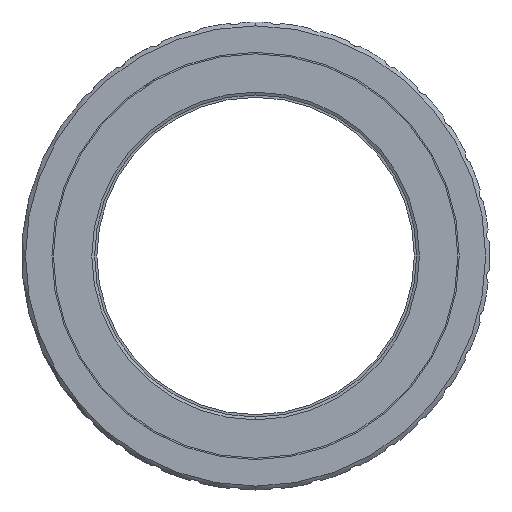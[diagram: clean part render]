
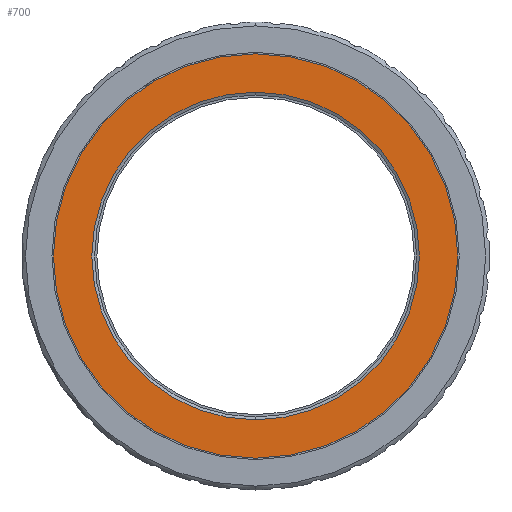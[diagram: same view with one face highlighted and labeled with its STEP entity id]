
A CAD part, front view. The second image highlights one B-rep face of the part: STEP entity #700.
In plain terms, the highlighted planar face has unit normal (0, -1, 0).
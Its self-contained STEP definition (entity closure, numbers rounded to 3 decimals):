
#121 = CIRCLE ( 'NONE', #134, 21. ) ;
#134 = AXIS2_PLACEMENT_3D ( 'NONE', #5732, #5733, #5734 ) ;
#196 = CIRCLE ( 'NONE', #652, 21. ) ;
#321 = AXIS2_PLACEMENT_3D ( 'NONE', #3591, #3604, #3605 ) ;
#652 = AXIS2_PLACEMENT_3D ( 'NONE', #5739, #5740, #5741 ) ;
#700 = ADVANCED_FACE ( 'NONE', ( #3600, #3601 ), #3602, .T. ) ;
#1039 = EDGE_LOOP ( 'NONE', ( #2657, #2658 ) ) ;
#1040 = EDGE_LOOP ( 'NONE', ( #2659, #2660 ) ) ;
#1417 = EDGE_CURVE ( 'NONE', #1894, #1893, #4153, .T. ) ;
#1420 = EDGE_CURVE ( 'NONE', #1895, #1897, #121, .T. ) ;
#1423 = EDGE_CURVE ( 'NONE', #1897, #1895, #196, .T. ) ;
#1424 = EDGE_CURVE ( 'NONE', #1893, #1894, #5850, .T. ) ;
#1893 = VERTEX_POINT ( 'NONE', #7172 ) ;
#1894 = VERTEX_POINT ( 'NONE', #7173 ) ;
#1895 = VERTEX_POINT ( 'NONE', #7174 ) ;
#1897 = VERTEX_POINT ( 'NONE', #7176 ) ;
#2657 = ORIENTED_EDGE ( 'NONE', *, *, #1417, .T. ) ;
#2658 = ORIENTED_EDGE ( 'NONE', *, *, #1424, .T. ) ;
#2659 = ORIENTED_EDGE ( 'NONE', *, *, #1423, .F. ) ;
#2660 = ORIENTED_EDGE ( 'NONE', *, *, #1420, .F. ) ;
#3591 = CARTESIAN_POINT ( 'NONE',  ( 21., -0.1, 0. ) ) ;
#3600 = FACE_OUTER_BOUND ( 'NONE', #1039, .T. ) ;
#3601 = FACE_BOUND ( 'NONE', #1040, .T. ) ;
#3602 = PLANE ( 'NONE',  #321 ) ;
#3604 = DIRECTION ( 'NONE',  ( 0., -1., 0. ) ) ;
#3605 = DIRECTION ( 'NONE',  ( 0., 0., -1. ) ) ;
#4153 = CIRCLE ( 'NONE', #7577, 25.92 ) ;
#5724 = CARTESIAN_POINT ( 'NONE',  ( 0., -0.1, 0. ) ) ;
#5725 = DIRECTION ( 'NONE',  ( 0., -1., 0. ) ) ;
#5726 = DIRECTION ( 'NONE',  ( 0., 0., -1. ) ) ;
#5732 = CARTESIAN_POINT ( 'NONE',  ( 0., -0.1, 0. ) ) ;
#5733 = DIRECTION ( 'NONE',  ( 0., -1., 0. ) ) ;
#5734 = DIRECTION ( 'NONE',  ( 0., 0., -1. ) ) ;
#5739 = CARTESIAN_POINT ( 'NONE',  ( 0., -0.1, 0. ) ) ;
#5740 = DIRECTION ( 'NONE',  ( 0., -1., 0. ) ) ;
#5741 = DIRECTION ( 'NONE',  ( 0., 0., -1. ) ) ;
#5742 = CARTESIAN_POINT ( 'NONE',  ( 0., -0.1, 0. ) ) ;
#5743 = DIRECTION ( 'NONE',  ( 0., -1., 0. ) ) ;
#5744 = DIRECTION ( 'NONE',  ( 0., 0., -1. ) ) ;
#5850 = CIRCLE ( 'NONE', #5851, 25.92 ) ;
#5851 = AXIS2_PLACEMENT_3D ( 'NONE', #5742, #5743, #5744 ) ;
#7172 = CARTESIAN_POINT ( 'NONE',  ( 0., -0.1, 25.92 ) ) ;
#7173 = CARTESIAN_POINT ( 'NONE',  ( 0., -0.1, -25.92 ) ) ;
#7174 = CARTESIAN_POINT ( 'NONE',  ( 0., -0.1, 21. ) ) ;
#7176 = CARTESIAN_POINT ( 'NONE',  ( 0., -0.1, -21. ) ) ;
#7577 = AXIS2_PLACEMENT_3D ( 'NONE', #5724, #5725, #5726 ) ;
